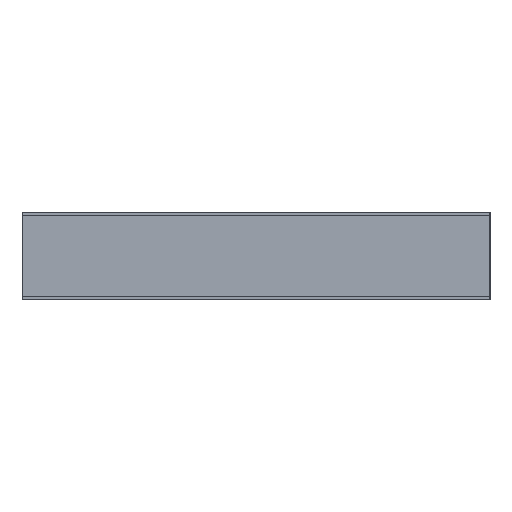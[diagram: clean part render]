
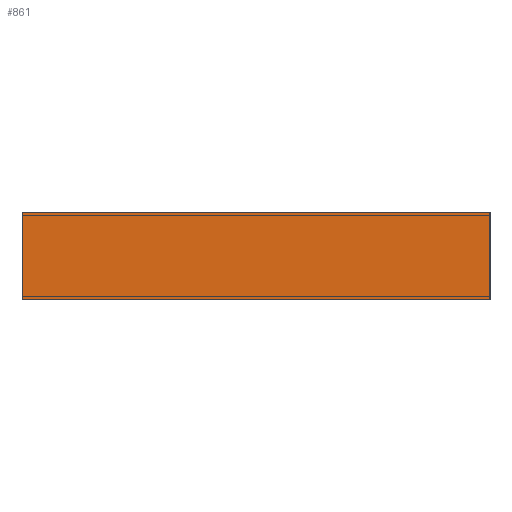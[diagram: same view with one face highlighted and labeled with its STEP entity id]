
A CAD part, left-side view. The second image highlights one B-rep face of the part: STEP entity #861.
In plain terms, the highlighted planar face has unit normal (-1, 0, 0).
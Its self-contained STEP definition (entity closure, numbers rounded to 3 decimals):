
#80 = DIRECTION ( 'NONE',  ( 0., 1., 0. ) ) ;
#470 = CARTESIAN_POINT ( 'NONE',  ( -3.2, -1.6, 0. ) ) ;
#501 = PLANE ( 'NONE',  #2700 ) ;
#812 = VECTOR ( 'NONE', #5197, 1000. ) ;
#861 = ADVANCED_FACE ( 'NONE', ( #3833 ), #501, .T. ) ;
#1087 = LINE ( 'NONE', #3544, #2385 ) ;
#1256 = DIRECTION ( 'NONE',  ( 0., 0., 1. ) ) ;
#1321 = ORIENTED_EDGE ( 'NONE', *, *, #2126, .T. ) ;
#2126 = EDGE_CURVE ( 'NONE', #4812, #3378, #4623, .T. ) ;
#2163 = LINE ( 'NONE', #2538, #812 ) ;
#2210 = ORIENTED_EDGE ( 'NONE', *, *, #3315, .F. ) ;
#2277 = CARTESIAN_POINT ( 'NONE',  ( -3.2, -1.6, 0. ) ) ;
#2385 = VECTOR ( 'NONE', #4922, 1000. ) ;
#2496 = CARTESIAN_POINT ( 'NONE',  ( -3.2, -1.6, 0.6 ) ) ;
#2538 = CARTESIAN_POINT ( 'NONE',  ( -3.2, -1.6, 0. ) ) ;
#2603 = DIRECTION ( 'NONE',  ( -1., 0., 0. ) ) ;
#2628 = LINE ( 'NONE', #2277, #3558 ) ;
#2700 = AXIS2_PLACEMENT_3D ( 'NONE', #5116, #2603, #1256 ) ;
#2939 = CARTESIAN_POINT ( 'NONE',  ( -3.2, -1.6, 0.6 ) ) ;
#3225 = VERTEX_POINT ( 'NONE', #470 ) ;
#3315 = EDGE_CURVE ( 'NONE', #5381, #3378, #1087, .T. ) ;
#3378 = VERTEX_POINT ( 'NONE', #4616 ) ;
#3544 = CARTESIAN_POINT ( 'NONE',  ( -3.2, 1.6, 0. ) ) ;
#3547 = EDGE_CURVE ( 'NONE', #3225, #5381, #2163, .T. ) ;
#3558 = VECTOR ( 'NONE', #3911, 1000. ) ;
#3833 = FACE_OUTER_BOUND ( 'NONE', #4602, .T. ) ;
#3911 = DIRECTION ( 'NONE',  ( 0., 0., 1. ) ) ;
#4428 = VECTOR ( 'NONE', #80, 1000. ) ;
#4477 = ORIENTED_EDGE ( 'NONE', *, *, #5160, .T. ) ;
#4602 = EDGE_LOOP ( 'NONE', ( #1321, #2210, #4844, #4477 ) ) ;
#4616 = CARTESIAN_POINT ( 'NONE',  ( -3.2, 1.6, 0.6 ) ) ;
#4623 = LINE ( 'NONE', #2496, #4428 ) ;
#4812 = VERTEX_POINT ( 'NONE', #2939 ) ;
#4844 = ORIENTED_EDGE ( 'NONE', *, *, #3547, .F. ) ;
#4922 = DIRECTION ( 'NONE',  ( 0., 0., 1. ) ) ;
#5116 = CARTESIAN_POINT ( 'NONE',  ( -3.2, -1.6, 0. ) ) ;
#5160 = EDGE_CURVE ( 'NONE', #3225, #4812, #2628, .T. ) ;
#5164 = CARTESIAN_POINT ( 'NONE',  ( -3.2, 1.6, 0. ) ) ;
#5197 = DIRECTION ( 'NONE',  ( 0., 1., 0. ) ) ;
#5381 = VERTEX_POINT ( 'NONE', #5164 ) ;
